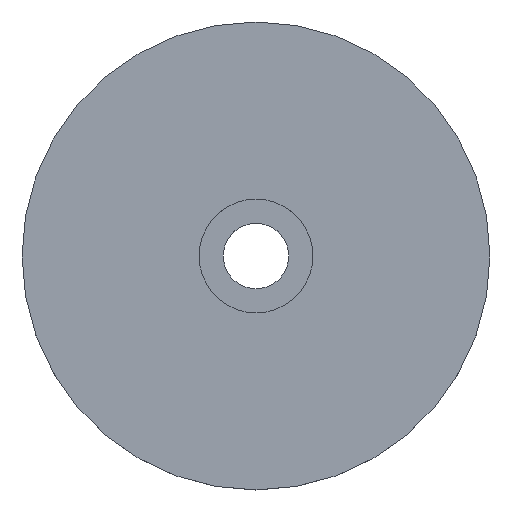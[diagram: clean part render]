
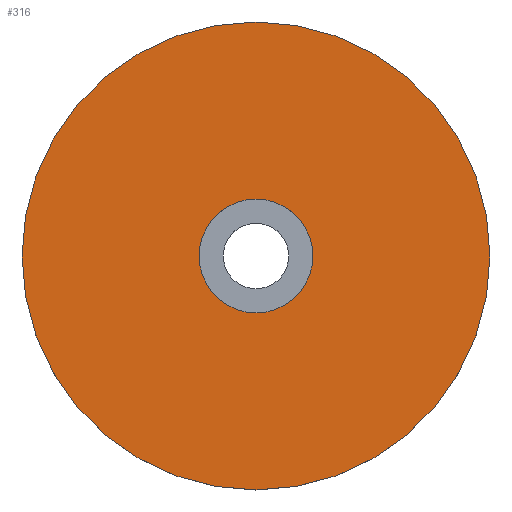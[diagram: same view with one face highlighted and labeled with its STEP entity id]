
A CAD part, top view. The second image highlights one B-rep face of the part: STEP entity #316.
In plain terms, the highlighted planar face has unit normal (0, 0, 1).
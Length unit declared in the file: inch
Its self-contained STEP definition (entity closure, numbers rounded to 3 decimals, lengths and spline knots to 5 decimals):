
#6 = AXIS2_PLACEMENT_3D ( 'NONE', #333, #67, #23 ) ;
#20 = DIRECTION ( 'NONE',  ( 0., 0., 1. ) ) ;
#23 = DIRECTION ( 'NONE',  ( 1., 0., 0. ) ) ;
#25 = PLANE ( 'NONE',  #6 ) ;
#67 = DIRECTION ( 'NONE',  ( 0., 0., 1. ) ) ;
#77 = ORIENTED_EDGE ( 'NONE', *, *, #235, .T. ) ;
#89 = CARTESIAN_POINT ( 'NONE',  ( 0., 0., -18.34595 ) ) ;
#133 = CARTESIAN_POINT ( 'NONE',  ( 0., 0., -18.34595 ) ) ;
#213 = CARTESIAN_POINT ( 'NONE',  ( -0.50732, 0., -18.34595 ) ) ;
#215 = CARTESIAN_POINT ( 'NONE',  ( 0., 0., -18.34595 ) ) ;
#216 = CARTESIAN_POINT ( 'NONE',  ( 0.12339, 0., -18.34595 ) ) ;
#235 = EDGE_CURVE ( 'NONE', #294, #341, #397, .T. ) ;
#237 = AXIS2_PLACEMENT_3D ( 'NONE', #215, #20, #285 ) ;
#266 = DIRECTION ( 'NONE',  ( 0., 0., 1. ) ) ;
#273 = CIRCLE ( 'NONE', #486, 0.50732 ) ;
#281 = EDGE_CURVE ( 'NONE', #327, #384, #468, .T. ) ;
#285 = DIRECTION ( 'NONE',  ( 1., 0., 0. ) ) ;
#290 = EDGE_CURVE ( 'NONE', #384, #327, #382, .T. ) ;
#294 = VERTEX_POINT ( 'NONE', #213 ) ;
#315 = FACE_BOUND ( 'NONE', #453, .T. ) ;
#316 = ADVANCED_FACE ( 'NONE', ( #315, #335 ), #25, .T. ) ;
#327 = VERTEX_POINT ( 'NONE', #454 ) ;
#330 = DIRECTION ( 'NONE',  ( 0., 0., 1. ) ) ;
#333 = CARTESIAN_POINT ( 'NONE',  ( 0., 0., -18.34595 ) ) ;
#335 = FACE_OUTER_BOUND ( 'NONE', #407, .T. ) ;
#340 = CARTESIAN_POINT ( 'NONE',  ( 0.50732, 0., -18.34595 ) ) ;
#341 = VERTEX_POINT ( 'NONE', #340 ) ;
#345 = AXIS2_PLACEMENT_3D ( 'NONE', #89, #330, #366 ) ;
#366 = DIRECTION ( 'NONE',  ( 1., 0., 0. ) ) ;
#382 = CIRCLE ( 'NONE', #237, 0.12339 ) ;
#384 = VERTEX_POINT ( 'NONE', #216 ) ;
#397 = CIRCLE ( 'NONE', #345, 0.50732 ) ;
#407 = EDGE_LOOP ( 'NONE', ( #420, #77 ) ) ;
#408 = DIRECTION ( 'NONE',  ( 0., 0., 1. ) ) ;
#413 = DIRECTION ( 'NONE',  ( 1., 0., 0. ) ) ;
#415 = EDGE_CURVE ( 'NONE', #341, #294, #273, .T. ) ;
#420 = ORIENTED_EDGE ( 'NONE', *, *, #415, .T. ) ;
#439 = ORIENTED_EDGE ( 'NONE', *, *, #290, .F. ) ;
#447 = ORIENTED_EDGE ( 'NONE', *, *, #281, .F. ) ;
#453 = EDGE_LOOP ( 'NONE', ( #439, #447 ) ) ;
#454 = CARTESIAN_POINT ( 'NONE',  ( -0.12339, 0., -18.34595 ) ) ;
#467 = DIRECTION ( 'NONE',  ( 1., 0., 0. ) ) ;
#468 = CIRCLE ( 'NONE', #470, 0.12339 ) ;
#470 = AXIS2_PLACEMENT_3D ( 'NONE', #133, #408, #413 ) ;
#473 = CARTESIAN_POINT ( 'NONE',  ( 0., 0., -18.34595 ) ) ;
#486 = AXIS2_PLACEMENT_3D ( 'NONE', #473, #266, #467 ) ;
